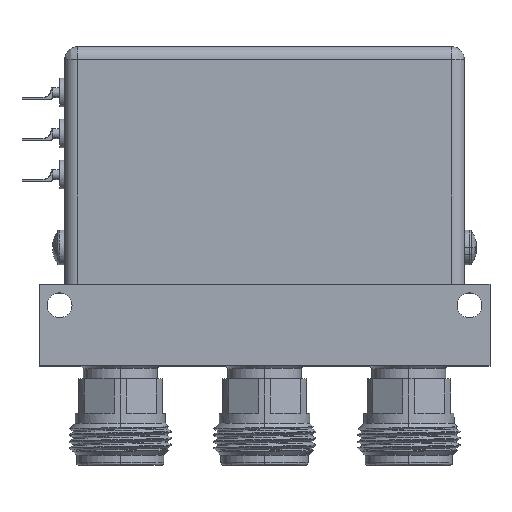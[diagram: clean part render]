
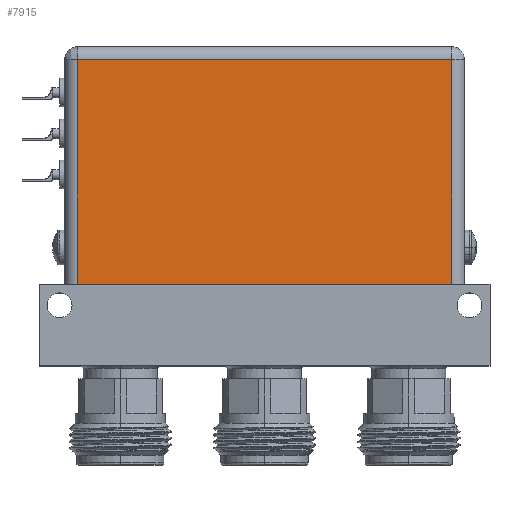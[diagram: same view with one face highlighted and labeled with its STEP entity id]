
A CAD part, top view. The second image highlights one B-rep face of the part: STEP entity #7915.
In plain terms, the highlighted face is planar.
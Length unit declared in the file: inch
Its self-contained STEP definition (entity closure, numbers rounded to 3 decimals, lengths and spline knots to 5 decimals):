
#384 = CARTESIAN_POINT ( 'NONE',  ( -1.141, 1.85, -0.4375 ) ) ;
#6088 = CARTESIAN_POINT ( 'NONE',  ( -1.141, 0.4, -0.4375 ) ) ;
#6628 = VERTEX_POINT ( 'NONE', #8504 ) ;
#7621 = DIRECTION ( 'NONE',  ( 1., 0., 0. ) ) ;
#7824 = LINE ( 'NONE', #30179, #20427 ) ;
#7915 = ADVANCED_FACE ( 'NONE', ( #19723 ), #29507, .F. ) ;
#8504 = CARTESIAN_POINT ( 'NONE',  ( 1.141, 0.4, -0.4375 ) ) ;
#10190 = CARTESIAN_POINT ( 'NONE',  ( 1.141, 1.772, -0.4375 ) ) ;
#12436 = ORIENTED_EDGE ( 'NONE', *, *, #30411, .F. ) ;
#13195 = ORIENTED_EDGE ( 'NONE', *, *, #31189, .F. ) ;
#14169 = CARTESIAN_POINT ( 'NONE',  ( 1.141, 1.85, -0.4375 ) ) ;
#15163 = VERTEX_POINT ( 'NONE', #6088 ) ;
#15188 = DIRECTION ( 'NONE',  ( 0., 0., 1. ) ) ;
#18540 = AXIS2_PLACEMENT_3D ( 'NONE', #29043, #15188, #7621 ) ;
#19478 = DIRECTION ( 'NONE',  ( 0., 1., 0. ) ) ;
#19723 = FACE_OUTER_BOUND ( 'NONE', #25150, .T. ) ;
#20427 = VECTOR ( 'NONE', #25175, 39.37008 ) ;
#20601 = EDGE_CURVE ( 'NONE', #15163, #6628, #7824, .T. ) ;
#21278 = VECTOR ( 'NONE', #19478, 39.37008 ) ;
#21612 = CARTESIAN_POINT ( 'NONE',  ( -1.141, 1.772, -0.4375 ) ) ;
#21763 = ORIENTED_EDGE ( 'NONE', *, *, #20601, .F. ) ;
#21954 = CARTESIAN_POINT ( 'NONE',  ( 1.219, 1.772, -0.4375 ) ) ;
#22412 = LINE ( 'NONE', #384, #24324 ) ;
#23300 = ORIENTED_EDGE ( 'NONE', *, *, #31756, .F. ) ;
#24324 = VECTOR ( 'NONE', #31754, 39.37008 ) ;
#24361 = LINE ( 'NONE', #21954, #30461 ) ;
#25150 = EDGE_LOOP ( 'NONE', ( #21763, #13195, #12436, #23300 ) ) ;
#25175 = DIRECTION ( 'NONE',  ( 1., 0., 0. ) ) ;
#27375 = VERTEX_POINT ( 'NONE', #10190 ) ;
#29043 = CARTESIAN_POINT ( 'NONE',  ( 1.219, 1.85, -0.4375 ) ) ;
#29507 = PLANE ( 'NONE',  #18540 ) ;
#29585 = LINE ( 'NONE', #14169, #21278 ) ;
#30179 = CARTESIAN_POINT ( 'NONE',  ( 1.219, 0.4, -0.4375 ) ) ;
#30411 = EDGE_CURVE ( 'NONE', #27375, #30777, #24361, .T. ) ;
#30461 = VECTOR ( 'NONE', #31764, 39.37008 ) ;
#30777 = VERTEX_POINT ( 'NONE', #21612 ) ;
#31189 = EDGE_CURVE ( 'NONE', #30777, #15163, #22412, .T. ) ;
#31754 = DIRECTION ( 'NONE',  ( 0., -1., 0. ) ) ;
#31756 = EDGE_CURVE ( 'NONE', #6628, #27375, #29585, .T. ) ;
#31764 = DIRECTION ( 'NONE',  ( -1., 0., 0. ) ) ;
